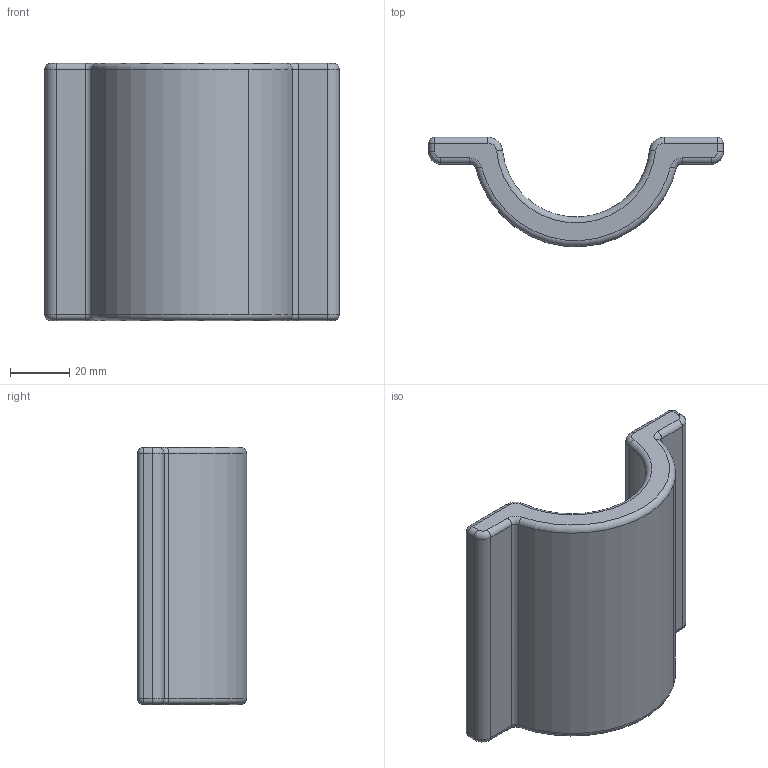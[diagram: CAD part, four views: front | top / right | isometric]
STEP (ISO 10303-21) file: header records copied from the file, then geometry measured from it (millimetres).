
FILE_DESCRIPTION(('CATIA V6 STEP','CAx-IF Rec.Pracs.--- Model Styling and Organization---1.2---2011-12-15'),'2;1');
FILE_NAME('Pince-barre.stp','2020-08-02T16:02:30+00:00',('NewPDM'),('Renault'),'CATIA Unofficial Packaging Version','DASSAULT SYSTEMES CATIA V6 STEP AP214','none');
FILE_SCHEMA(('AUTOMOTIVE_DESIGN { 1 0 10303 214 1 1 1 1 }'));
Length unit declared in the file: millimetre
Products named in the file (1): OCIM07AJPK
Bounding box: 99.64 x 36.93 x 87 mm (x, y, z)
Surface area: 25232.9 mm2 (no closed solid volume)
Topology: 0 solids, 1 shells, 52 faces, 122 edges, 68 vertices
Faces by surface type: cylinder 21, torus 16, plane 6, bspline 5, sphere 4
Entity records: 1472 total; most frequent: CARTESIAN_POINT 352, ORIENTED_EDGE 236, DIRECTION 195, AXIS2_PLACEMENT_3D 119, EDGE_CURVE 118, CIRCLE 72, VERTEX_POINT 68, ADVANCED_FACE 52
